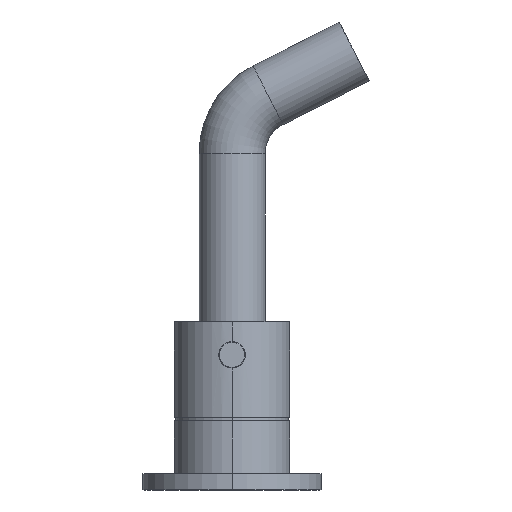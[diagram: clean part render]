
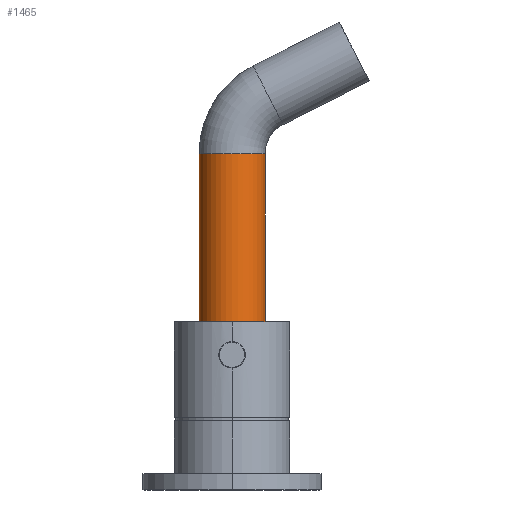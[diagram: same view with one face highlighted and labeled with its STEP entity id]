
A CAD part, left-side view. The second image highlights one B-rep face of the part: STEP entity #1465.
In plain terms, the highlighted cylindrical face has radius 10 mm (diameter 20 mm), a partial arc.
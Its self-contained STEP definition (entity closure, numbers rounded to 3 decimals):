
#35 = CARTESIAN_POINT ( 'NONE',  ( 0., 10., 0. ) ) ;
#78 = DIRECTION ( 'NONE',  ( 1., 0., 0. ) ) ;
#80 = VERTEX_POINT ( 'NONE', #242 ) ;
#130 = VERTEX_POINT ( 'NONE', #969 ) ;
#158 = DIRECTION ( 'NONE',  ( 0., -1., 0. ) ) ;
#217 = ORIENTED_EDGE ( 'NONE', *, *, #1230, .T. ) ;
#242 = CARTESIAN_POINT ( 'NONE',  ( 0., -10., 0. ) ) ;
#317 = CIRCLE ( 'NONE', #1148, 10. ) ;
#331 = EDGE_LOOP ( 'NONE', ( #465, #1305, #217, #629 ) ) ;
#437 = AXIS2_PLACEMENT_3D ( 'NONE', #1065, #701, #158 ) ;
#465 = ORIENTED_EDGE ( 'NONE', *, *, #497, .F. ) ;
#489 = LINE ( 'NONE', #927, #494 ) ;
#494 = VECTOR ( 'NONE', #915, 1000. ) ;
#497 = EDGE_CURVE ( 'NONE', #525, #130, #489, .T. ) ;
#525 = VERTEX_POINT ( 'NONE', #35 ) ;
#543 = EDGE_CURVE ( 'NONE', #130, #1195, #670, .T. ) ;
#629 = ORIENTED_EDGE ( 'NONE', *, *, #543, .F. ) ;
#644 = DIRECTION ( 'NONE',  ( 0., 0., 1. ) ) ;
#653 = CARTESIAN_POINT ( 'NONE',  ( 0., 0., 0. ) ) ;
#670 = CIRCLE ( 'NONE', #862, 10. ) ;
#701 = DIRECTION ( 'NONE',  ( 0., 0., 1. ) ) ;
#752 = LINE ( 'NONE', #1213, #962 ) ;
#806 = CYLINDRICAL_SURFACE ( 'NONE', #437, 10. ) ;
#862 = AXIS2_PLACEMENT_3D ( 'NONE', #1251, #1145, #1129 ) ;
#876 = DIRECTION ( 'NONE',  ( 0., 0., 1. ) ) ;
#915 = DIRECTION ( 'NONE',  ( 0., 0., 1. ) ) ;
#927 = CARTESIAN_POINT ( 'NONE',  ( 0., 10., 0. ) ) ;
#962 = VECTOR ( 'NONE', #644, 1000. ) ;
#969 = CARTESIAN_POINT ( 'NONE',  ( 0., 10., 98.892 ) ) ;
#1065 = CARTESIAN_POINT ( 'NONE',  ( 0., 0., 0. ) ) ;
#1129 = DIRECTION ( 'NONE',  ( 1., 0., 0. ) ) ;
#1145 = DIRECTION ( 'NONE',  ( 0., 0., 1. ) ) ;
#1148 = AXIS2_PLACEMENT_3D ( 'NONE', #653, #876, #78 ) ;
#1195 = VERTEX_POINT ( 'NONE', #1295 ) ;
#1213 = CARTESIAN_POINT ( 'NONE',  ( 0., -10., 0. ) ) ;
#1230 = EDGE_CURVE ( 'NONE', #80, #1195, #752, .T. ) ;
#1251 = CARTESIAN_POINT ( 'NONE',  ( 0., 0., 98.892 ) ) ;
#1265 = EDGE_CURVE ( 'NONE', #525, #80, #317, .T. ) ;
#1268 = FACE_OUTER_BOUND ( 'NONE', #331, .T. ) ;
#1295 = CARTESIAN_POINT ( 'NONE',  ( 0., -10., 98.892 ) ) ;
#1305 = ORIENTED_EDGE ( 'NONE', *, *, #1265, .T. ) ;
#1465 = ADVANCED_FACE ( 'NONE', ( #1268 ), #806, .T. ) ;
